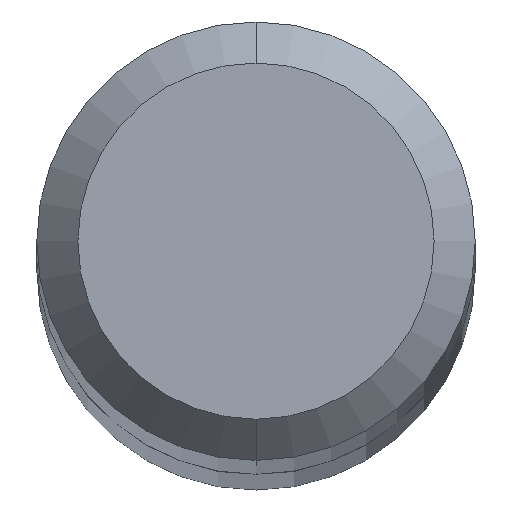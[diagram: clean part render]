
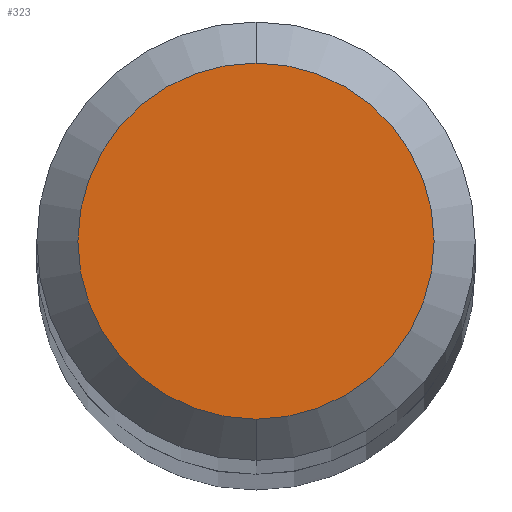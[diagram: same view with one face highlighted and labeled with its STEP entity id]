
A CAD part, top view. The second image highlights one B-rep face of the part: STEP entity #323.
In plain terms, the highlighted planar face has unit normal (0, 0, 1).
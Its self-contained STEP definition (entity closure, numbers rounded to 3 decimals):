
#191=EDGE_CURVE('',#387,#279,#471,.T.);
#279=VERTEX_POINT('',#562);
#323=ADVANCED_FACE('',(#612),#613,.T.);
#331=EDGE_CURVE('',#279,#387,#621,.T.);
#387=VERTEX_POINT('',#682);
#471=CIRCLE('',#781,1.3);
#562=CARTESIAN_POINT('',(0.,-1.3,0.0));
#612=FACE_OUTER_BOUND('',#1100,.T.);
#613=PLANE('',#1101);
#621=CIRCLE('',#1113,1.3);
#682=CARTESIAN_POINT('',(0.0,1.3,0.0));
#781=AXIS2_PLACEMENT_3D('',#1371,#1372,#1373);
#1100=EDGE_LOOP('',(#1494,#1495));
#1101=AXIS2_PLACEMENT_3D('',#1496,#1497,#1498);
#1113=AXIS2_PLACEMENT_3D('',#1503,#1504,#1505);
#1371=CARTESIAN_POINT('',(0.0,0.0,0.0));
#1372=DIRECTION('',(0.0,0.0,-1.0));
#1373=DIRECTION('',(0.0,1.0,0.0));
#1494=ORIENTED_EDGE('',*,*,#191,.F.);
#1495=ORIENTED_EDGE('',*,*,#331,.F.);
#1496=CARTESIAN_POINT('',(0.0,0.65,0.0));
#1497=DIRECTION('',(-0.0,0.0,1.0));
#1498=DIRECTION('',(0.0,-1.0,0.0));
#1503=CARTESIAN_POINT('',(0.0,0.0,0.0));
#1504=DIRECTION('',(0.0,0.0,-1.0));
#1505=DIRECTION('',(0.0,1.0,0.0));
